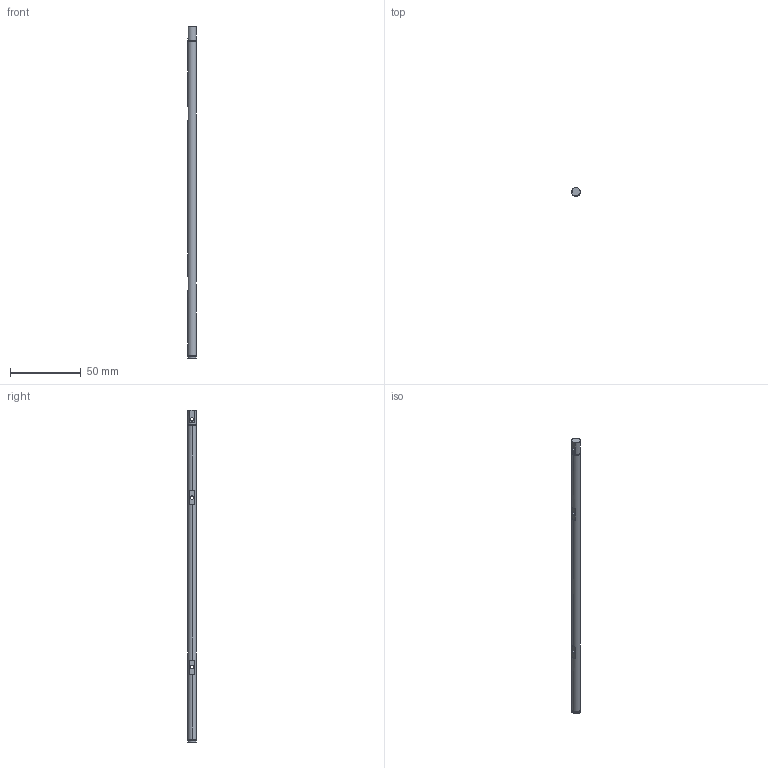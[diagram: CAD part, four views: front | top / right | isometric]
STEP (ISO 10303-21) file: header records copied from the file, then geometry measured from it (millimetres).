
FILE_DESCRIPTION (( 'STEP AP214' ), '1' );
FILE_NAME ('door_lap_v7.STEP', '2018-07-09T07:16:29', ( '' ), ( '' ), 'SwSTEP 2.0', 'SolidWorks 2018', '' );
FILE_SCHEMA (( 'AUTOMOTIVE_DESIGN' ));
Length unit declared in the file: millimetre
Products named in the file (1): door_lap_v7
Bounding box: 6 x 6 x 235 mm (x, y, z)
Volume: 6518 mm3; surface area: 4611.1 mm2
Topology: 1 solids, 1 shells, 30 faces, 75 edges, 48 vertices
Faces by surface type: cylinder 16, plane 14
Entity records: 1133 total; most frequent: CARTESIAN_POINT 280, DIRECTION 167, ORIENTED_EDGE 150, EDGE_CURVE 75, AXIS2_PLACEMENT_3D 67, VERTEX_POINT 48, EDGE_LOOP 37, CIRCLE 36
